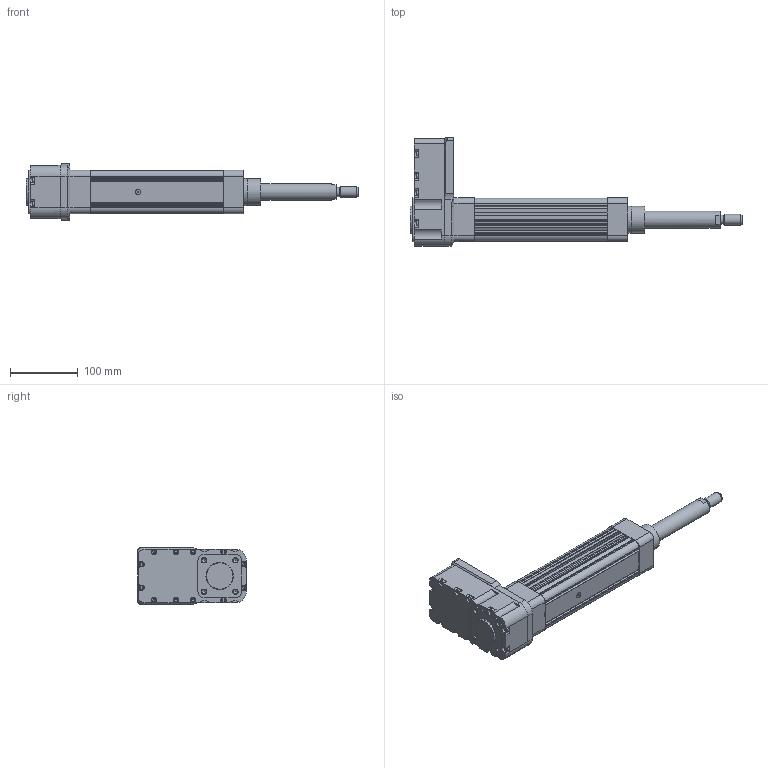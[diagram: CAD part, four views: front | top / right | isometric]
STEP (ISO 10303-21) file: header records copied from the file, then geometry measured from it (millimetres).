
FILE_DESCRIPTION(/* description */ ('Alibre Inc.'),/* implementation_level */ '2;1');
FILE_NAME(/* name */ 'export-48D9A8FB-D52E-44BC-BD9B-A7BBAC32DE85',/* time_stamp */ '2024-02-06T16:11:01+01:00',/* author */ (''),/* organization */ (''),/* preprocessor_version */ 'ST-DEVELOPER v17',/* originating_system */ 'Alibre',/* authorisation */ '');
FILE_SCHEMA (('AUTOMOTIVE_DESIGN'));
Length unit declared in the file: millimetre
Bounding box: 491 x 161 x 83 mm (x, y, z)
Volume: 1481067.5 mm3; surface area: 237268.3 mm2
Topology: 5 solids, 5 shells, 557 faces, 1405 edges, 922 vertices
Faces by surface type: plane 332, cylinder 179, cone 43, torus 3
Full cylindrical faces by diameter (mm): 3 x1, 4.134 x4, 6.647 x12, 7 x12, 8 x1, 10 x1, 11 x8, 12 x8, 13.5 x1, 14 x2, 16 x1, 25 x2, 25.5 x1, 39.5 x1, 40 x2, 50 x3, 73 x1
Entity records: 16567 total; most frequent: CARTESIAN_POINT 2863, ORIENTED_EDGE 2576, DIRECTION 2473, EDGE_CURVE 1288, AXIS2_PLACEMENT_3D 967, VERTEX_POINT 920, VECTOR 874, LINE 874
